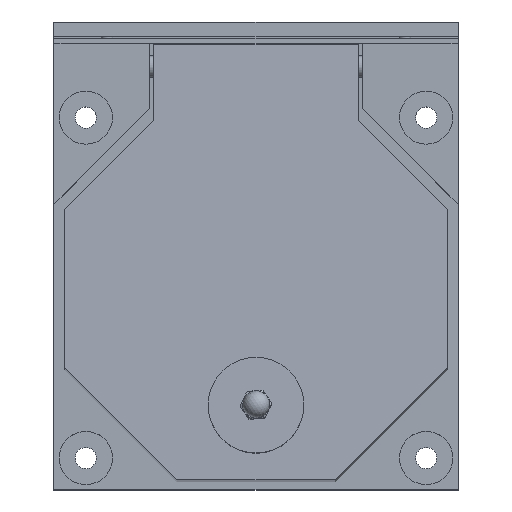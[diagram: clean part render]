
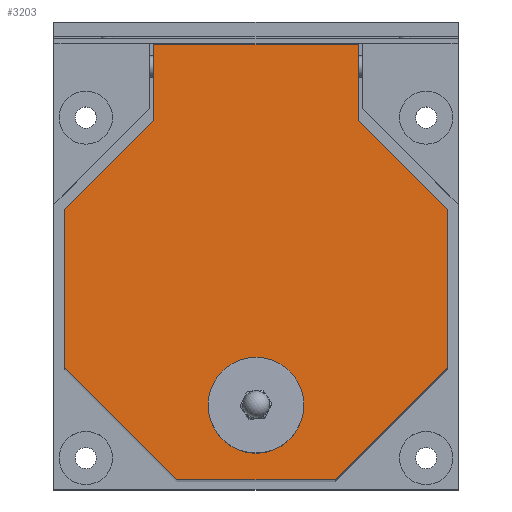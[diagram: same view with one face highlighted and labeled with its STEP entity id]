
A CAD part, top view. The second image highlights one B-rep face of the part: STEP entity #3203.
In plain terms, the highlighted planar face has unit normal (0, 0.035, 0.999).
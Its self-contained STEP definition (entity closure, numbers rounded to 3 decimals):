
#321=LINE('',#36400,#519);
#324=LINE('',#36406,#522);
#327=LINE('',#36413,#525);
#329=LINE('',#36418,#527);
#332=LINE('',#36423,#530);
#334=LINE('',#36428,#532);
#336=LINE('',#36431,#534);
#337=LINE('',#36433,#535);
#338=LINE('',#36434,#536);
#339=LINE('',#36435,#537);
#519=VECTOR('',#3915,74.558);
#522=VECTOR('',#3920,35.721);
#525=VECTOR('',#3927,59.397);
#527=VECTOR('',#3931,59.397);
#530=VECTOR('',#3936,35.721);
#532=VECTOR('',#3940,74.558);
#534=VECTOR('',#3944,74.558);
#535=VECTOR('',#3947,74.558);
#536=VECTOR('',#3948,96.);
#537=VECTOR('',#3949,74.558);
#724=PLANE('',#3438);
#876=FACE_BOUND('',#1244,.T.);
#988=FACE_OUTER_BOUND('',#1243,.T.);
#1243=EDGE_LOOP('',(#2540,#2541,#2542,#2543,#2544,#2545,#2546,#2547,#2548,
#2549));
#1244=EDGE_LOOP('',(#2550));
#1443=CIRCLE('',#3420,5.);
#1616=VERTEX_POINT('',#36370);
#1624=VERTEX_POINT('',#36397);
#1625=VERTEX_POINT('',#36399);
#1626=VERTEX_POINT('',#36403);
#1627=VERTEX_POINT('',#36405);
#1629=VERTEX_POINT('',#36411);
#1630=VERTEX_POINT('',#36415);
#1631=VERTEX_POINT('',#36417);
#1632=VERTEX_POINT('',#36421);
#1633=VERTEX_POINT('',#36425);
#1634=VERTEX_POINT('',#36427);
#1947=EDGE_CURVE('',#1616,#1616,#1443,.T.);
#1960=EDGE_CURVE('',#1625,#1624,#321,.T.);
#1963=EDGE_CURVE('',#1627,#1626,#324,.T.);
#1967=EDGE_CURVE('',#1626,#1629,#327,.T.);
#1969=EDGE_CURVE('',#1631,#1630,#329,.T.);
#1972=EDGE_CURVE('',#1630,#1632,#332,.T.);
#1974=EDGE_CURVE('',#1634,#1633,#334,.T.);
#1976=EDGE_CURVE('',#1631,#1633,#336,.T.);
#1977=EDGE_CURVE('',#1634,#1624,#337,.T.);
#1978=EDGE_CURVE('',#1627,#1632,#338,.T.);
#1979=EDGE_CURVE('',#1625,#1629,#339,.T.);
#2540=ORIENTED_EDGE('',*,*,#1960,.T.);
#2541=ORIENTED_EDGE('',*,*,#1977,.F.);
#2542=ORIENTED_EDGE('',*,*,#1974,.T.);
#2543=ORIENTED_EDGE('',*,*,#1976,.F.);
#2544=ORIENTED_EDGE('',*,*,#1969,.T.);
#2545=ORIENTED_EDGE('',*,*,#1972,.T.);
#2546=ORIENTED_EDGE('',*,*,#1978,.F.);
#2547=ORIENTED_EDGE('',*,*,#1963,.T.);
#2548=ORIENTED_EDGE('',*,*,#1967,.T.);
#2549=ORIENTED_EDGE('',*,*,#1979,.F.);
#2550=ORIENTED_EDGE('',*,*,#1947,.T.);
#3203=ADVANCED_FACE('',(#988,#876),#724,.T.);
#3420=AXIS2_PLACEMENT_3D('',#36371,#3884,#3885);
#3438=AXIS2_PLACEMENT_3D('',#36432,#3945,#3946);
#3884=DIRECTION('center_axis',(0.,-0.035,-0.999));
#3885=DIRECTION('ref_axis',(1.,0.,0.));
#3915=DIRECTION('',(0.707,-0.707,0.025));
#3920=DIRECTION('',(0.,-0.999,0.035));
#3927=DIRECTION('',(-0.707,-0.707,0.025));
#3931=DIRECTION('',(-0.707,0.707,-0.025));
#3936=DIRECTION('',(0.,0.999,-0.035));
#3940=DIRECTION('',(0.707,0.707,-0.025));
#3944=DIRECTION('',(0.,-0.999,0.035));
#3945=DIRECTION('center_axis',(0.,0.035,0.999));
#3946=DIRECTION('ref_axis',(0.,-0.999,0.035));
#3947=DIRECTION('',(-1.,0.,0.));
#3948=DIRECTION('',(1.,0.,0.));
#3949=DIRECTION('',(0.,0.999,-0.035));
#36370=CARTESIAN_POINT('',(5.,-55.379,60.295));
#36371=CARTESIAN_POINT('Origin',(0.,-55.379,60.295));
#36397=CARTESIAN_POINT('',(-37.279,-90.358,61.516));
#36399=CARTESIAN_POINT('',(-90.,-37.669,59.676));
#36400=CARTESIAN_POINT('',(-79.209,-48.453,60.053));
#36403=CARTESIAN_POINT('',(-48.,78.818,55.609));
#36405=CARTESIAN_POINT('',(-48.,114.517,54.362));
#36406=CARTESIAN_POINT('',(-48.,96.668,54.985));
#36411=CARTESIAN_POINT('',(-90.,36.844,57.074));
#36413=CARTESIAN_POINT('',(-48.07,78.749,55.611));
#36415=CARTESIAN_POINT('',(48.,78.818,55.609));
#36417=CARTESIAN_POINT('',(90.,36.844,57.074));
#36418=CARTESIAN_POINT('',(21.709,105.093,54.691));
#36421=CARTESIAN_POINT('',(48.,114.517,54.362));
#36423=CARTESIAN_POINT('',(48.,114.517,54.362));
#36425=CARTESIAN_POINT('',(90.,-37.669,59.676));
#36427=CARTESIAN_POINT('',(37.279,-90.358,61.516));
#36428=CARTESIAN_POINT('',(105.57,-22.109,59.133));
#36431=CARTESIAN_POINT('',(90.,-90.358,61.516));
#36432=CARTESIAN_POINT('Origin',(0.,114.517,54.362));
#36433=CARTESIAN_POINT('',(0.,-90.358,61.516));
#36434=CARTESIAN_POINT('',(0.,114.517,54.362));
#36435=CARTESIAN_POINT('',(-90.,-90.358,61.516));
